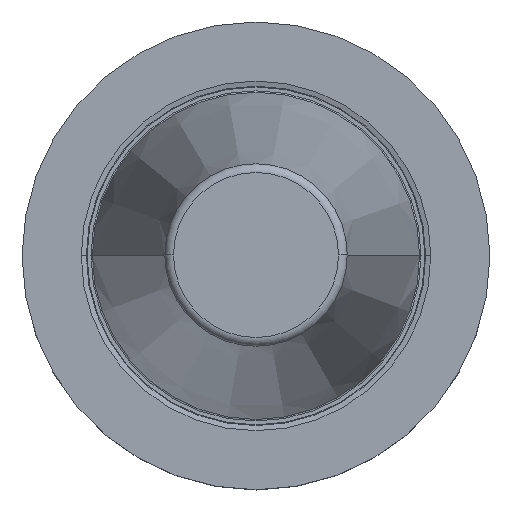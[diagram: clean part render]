
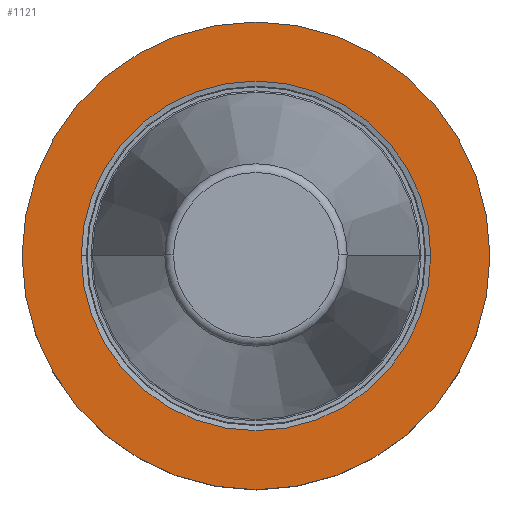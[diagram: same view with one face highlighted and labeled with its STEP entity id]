
A CAD part, top view. The second image highlights one B-rep face of the part: STEP entity #1121.
In plain terms, the highlighted planar face has unit normal (0, 0, 1).
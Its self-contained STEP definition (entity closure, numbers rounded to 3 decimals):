
#112=CARTESIAN_POINT('',(0.,0.,-3.2));
#113=DIRECTION('',(0.,0.,1.));
#114=DIRECTION('',(1.,0.,0.));
#115=AXIS2_PLACEMENT_3D('',#112,#113,#114);
#120=CARTESIAN_POINT('',(0.,0.,-3.2));
#121=DIRECTION('',(0.,0.,-1.));
#122=DIRECTION('',(1.,0.,0.));
#123=AXIS2_PLACEMENT_3D('',#120,#121,#122);
#128=CARTESIAN_POINT('',(0.,0.,-3.2));
#129=DIRECTION('',(0.,0.,1.));
#130=DIRECTION('',(1.,0.,0.));
#131=AXIS2_PLACEMENT_3D('',#128,#129,#130);
#136=CARTESIAN_POINT('',(0.,0.,-3.2));
#137=DIRECTION('',(0.,0.,1.));
#138=DIRECTION('',(-1.,0.,0.));
#139=AXIS2_PLACEMENT_3D('',#136,#137,#138);
#930=CARTESIAN_POINT('',(31.775,0.,-3.2));
#931=CARTESIAN_POINT('',(-31.775,0.,-3.2));
#932=VERTEX_POINT('',#930);
#933=VERTEX_POINT('',#931);
#996=CARTESIAN_POINT('',(23.746,0.,-3.2));
#997=VERTEX_POINT('',#996);
#1000=CARTESIAN_POINT('',(-23.746,0.,-3.2));
#1001=VERTEX_POINT('',#1000);
#1106=CARTESIAN_POINT('',(0.,0.,-3.2));
#1107=DIRECTION('',(0.,0.,-1.));
#1108=DIRECTION('',(-1.,0.,0.));
#1109=AXIS2_PLACEMENT_3D('',#1106,#1107,#1108);
#1110=PLANE('',#1109);
#1111=ORIENTED_EDGE('',*,*,#1086,.F.);
#1112=ORIENTED_EDGE('',*,*,#1027,.T.);
#1113=EDGE_LOOP('',(#1111,#1112));
#1114=FACE_OUTER_BOUND('',#1113,.F.);
#1116=ORIENTED_EDGE('',*,*,#1115,.T.);
#1118=ORIENTED_EDGE('',*,*,#1117,.T.);
#1119=EDGE_LOOP('',(#1116,#1118));
#1120=FACE_BOUND('',#1119,.F.);
#1121=ADVANCED_FACE('',(#1114,#1120),#1110,.F.);
#116=CIRCLE('',#115,31.775);
#124=CIRCLE('',#123,31.775);
#132=CIRCLE('',#131,23.746);
#140=CIRCLE('',#139,23.746);
#1027=EDGE_CURVE('',#932,#933,#124,.T.);
#1086=EDGE_CURVE('',#932,#933,#116,.T.);
#1115=EDGE_CURVE('',#997,#1001,#132,.T.);
#1117=EDGE_CURVE('',#1001,#997,#140,.T.);
